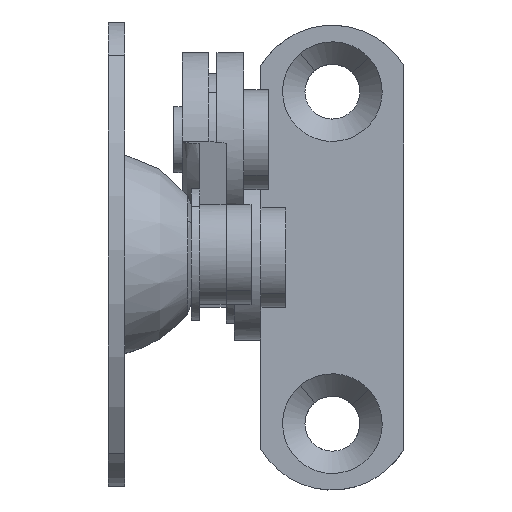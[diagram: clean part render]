
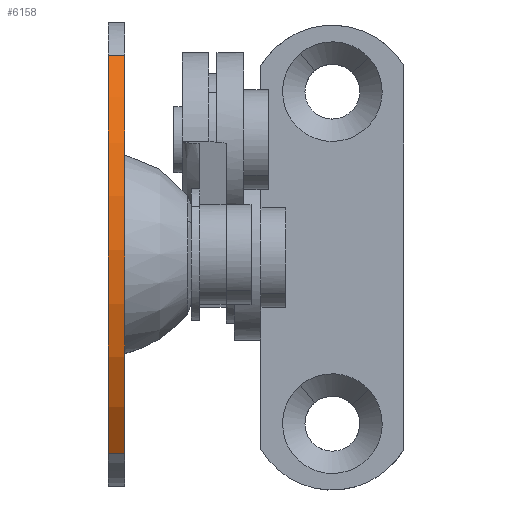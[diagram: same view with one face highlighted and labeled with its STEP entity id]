
A CAD part, top view. The second image highlights one B-rep face of the part: STEP entity #6158.
In plain terms, the highlighted free-form (B-spline) face has degree [1, 2] with [2, 3] control points.
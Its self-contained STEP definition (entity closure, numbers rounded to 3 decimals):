
#5953=CARTESIAN_POINT('',(1.0,-12.,57.));
#5954=VERTEX_POINT('',#5953);
#5969=CARTESIAN_POINT('',(0.0,-12.,57.));
#5970=VERTEX_POINT('',#5969);
#5971=CARTESIAN_POINT('',(0.0,-12.,57.));
#5972=CARTESIAN_POINT('',(1.0,-12.,57.));
#5973=QUASI_UNIFORM_CURVE('',1,(#5971,#5972),.UNSPECIFIED.,.F.,.U.);
#5974=EDGE_CURVE('',#5970,#5954,#5973,.T.);
#6069=CARTESIAN_POINT('',(1.0,12.,57.));
#6070=VERTEX_POINT('',#6069);
#6087=CARTESIAN_POINT('',(0.0,12.,57.));
#6088=VERTEX_POINT('',#6087);
#6103=CARTESIAN_POINT('',(0.0,12.,57.));
#6104=CARTESIAN_POINT('',(1.0,12.,57.));
#6105=QUASI_UNIFORM_CURVE('',1,(#6103,#6104),.UNSPECIFIED.,.F.,.U.);
#6106=EDGE_CURVE('',#6088,#6070,#6105,.T.);
#6111=CARTESIAN_POINT('',(-0.025,-12.415,56.68));
#6112=CARTESIAN_POINT('',(1.026,-12.415,56.68));
#6113=CARTESIAN_POINT('',(-0.025,0.283,66.734));
#6114=CARTESIAN_POINT('',(1.026,0.283,66.734));
#6115=CARTESIAN_POINT('',(-0.025,12.757,56.404));
#6116=CARTESIAN_POINT('',(1.026,12.757,56.404));
#6124=(BOUNDED_SURFACE()B_SPLINE_SURFACE(1,2,((#6111,#6113,#6115),(#6112,#6114,#6116)),.UNSPECIFIED.,.F.,.F.,.U.)B_SPLINE_SURFACE_WITH_KNOTS((2,2),(3,3),(0.0,1.0),(0.0,28.329),.UNSPECIFIED.)GEOMETRIC_REPRESENTATION_ITEM()RATIONAL_B_SPLINE_SURFACE(((1.0,0.777,1.0),(1.0,0.777,1.0)))REPRESENTATION_ITEM('')SURFACE());
#6125=CARTESIAN_POINT('',(1.0,-12.,57.));
#6126=CARTESIAN_POINT('',(1.,-11.142,57.644));
#6127=CARTESIAN_POINT('',(1.0,-9.209,58.864));
#6128=CARTESIAN_POINT('',(1.,-6.347,60.047));
#6129=CARTESIAN_POINT('',(1.,-3.609,60.721));
#6130=CARTESIAN_POINT('',(1.,-0.942,61.044));
#6131=CARTESIAN_POINT('',(1.,1.747,60.99));
#6132=CARTESIAN_POINT('',(1.0,4.929,60.474));
#6133=CARTESIAN_POINT('',(1.,8.38,59.324));
#6134=CARTESIAN_POINT('',(1.,10.82,57.885));
#6135=CARTESIAN_POINT('',(1.0,12.,57.));
#6136=B_SPLINE_CURVE_WITH_KNOTS('',3,(#6125,#6126,#6127,#6128,#6129,#6130,#6131,#6132,#6133,#6134,#6135),.UNSPECIFIED.,.F.,.U.,(4,1,1,1,1,1,1,1,4),(0.,3.218,6.837,9.25,11.664,14.881,17.294,21.316,25.74),.UNSPECIFIED.);
#6137=EDGE_CURVE('',#5954,#6070,#6136,.T.);
#6138=ORIENTED_EDGE('',*,*,#6137,.T.);
#6139=ORIENTED_EDGE('',*,*,#6106,.F.);
#6140=CARTESIAN_POINT('',(0.0,-12.,57.));
#6141=CARTESIAN_POINT('',(0.0,-11.142,57.644));
#6142=CARTESIAN_POINT('',(0.0,-9.209,58.864));
#6143=CARTESIAN_POINT('',(0.0,-6.347,60.047));
#6144=CARTESIAN_POINT('',(0.0,-3.609,60.721));
#6145=CARTESIAN_POINT('',(0.0,-0.942,61.044));
#6146=CARTESIAN_POINT('',(0.0,1.747,60.99));
#6147=CARTESIAN_POINT('',(0.0,4.664,60.517));
#6148=CARTESIAN_POINT('',(0.0,7.232,59.718));
#6149=CARTESIAN_POINT('',(0.0,9.781,58.51));
#6150=CARTESIAN_POINT('',(0.0,11.249,57.563));
#6151=CARTESIAN_POINT('',(0.0,12.,57.));
#6152=B_SPLINE_CURVE_WITH_KNOTS('',3,(#6140,#6141,#6142,#6143,#6144,#6145,#6146,#6147,#6148,#6149,#6150,#6151),.UNSPECIFIED.,.F.,.U.,(4,1,1,1,1,1,1,1,1,4),(0.,3.218,6.837,9.25,11.664,14.881,17.294,20.512,22.925,25.74),.UNSPECIFIED.);
#6153=EDGE_CURVE('',#5970,#6088,#6152,.T.);
#6154=ORIENTED_EDGE('',*,*,#6153,.F.);
#6155=ORIENTED_EDGE('',*,*,#5974,.T.);
#6156=EDGE_LOOP('',(#6138,#6139,#6154,#6155));
#6157=FACE_OUTER_BOUND('',#6156,.T.);
#6158=ADVANCED_FACE('',(#6157),#6124,.T.);
